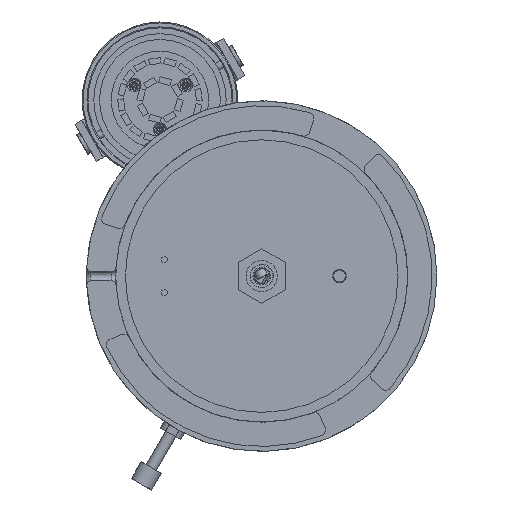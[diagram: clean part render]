
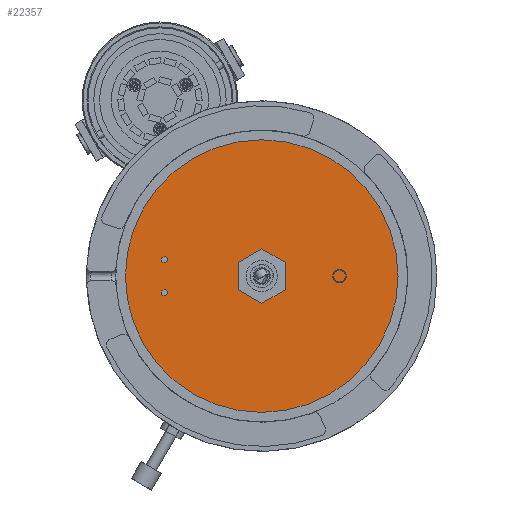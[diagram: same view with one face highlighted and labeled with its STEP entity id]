
A CAD part, front view. The second image highlights one B-rep face of the part: STEP entity #22357.
In plain terms, the highlighted face is planar.
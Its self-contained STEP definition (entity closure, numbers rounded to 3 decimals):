
#942=FACE_BOUND('',#4307,.T.);
#943=FACE_BOUND('',#4308,.T.);
#944=FACE_BOUND('',#4309,.T.);
#1606=PLANE('',#25054);
#2922=FACE_OUTER_BOUND('',#4306,.T.);
#4306=EDGE_LOOP('',(#20097));
#4307=EDGE_LOOP('',(#20098));
#4308=EDGE_LOOP('',(#20099));
#4309=EDGE_LOOP('',(#20100));
#9374=CIRCLE('',#25041,1.5);
#9376=CIRCLE('',#25045,1.5);
#9378=CIRCLE('',#25049,8.5);
#9379=CIRCLE('',#25051,70.);
#11242=VERTEX_POINT('',#38588);
#11244=VERTEX_POINT('',#38595);
#11246=VERTEX_POINT('',#38602);
#11247=VERTEX_POINT('',#38606);
#14236=EDGE_CURVE('',#11242,#11242,#9374,.T.);
#14239=EDGE_CURVE('',#11244,#11244,#9376,.T.);
#14242=EDGE_CURVE('',#11246,#11246,#9378,.T.);
#14243=EDGE_CURVE('',#11247,#11247,#9379,.T.);
#20097=ORIENTED_EDGE('',*,*,#14243,.T.);
#20098=ORIENTED_EDGE('',*,*,#14236,.T.);
#20099=ORIENTED_EDGE('',*,*,#14239,.T.);
#20100=ORIENTED_EDGE('',*,*,#14242,.T.);
#22357=ADVANCED_FACE('',(#2922,#942,#943,#944),#1606,.T.);
#25041=AXIS2_PLACEMENT_3D('',#38590,#31155,#31156);
#25045=AXIS2_PLACEMENT_3D('',#38597,#31164,#31165);
#25049=AXIS2_PLACEMENT_3D('',#38604,#31173,#31174);
#25051=AXIS2_PLACEMENT_3D('',#38607,#31177,#31178);
#25054=AXIS2_PLACEMENT_3D('',#38612,#31184,#31185);
#31155=DIRECTION('center_axis',(0.,-1.,0.));
#31156=DIRECTION('ref_axis',(-1.,0.,0.));
#31164=DIRECTION('center_axis',(0.,-1.,0.));
#31165=DIRECTION('ref_axis',(-1.,0.,0.));
#31173=DIRECTION('center_axis',(0.,-1.,0.));
#31174=DIRECTION('ref_axis',(-1.,0.,0.));
#31177=DIRECTION('center_axis',(0.,1.,0.));
#31178=DIRECTION('ref_axis',(1.,0.,0.));
#31184=DIRECTION('center_axis',(0.,1.,0.));
#31185=DIRECTION('ref_axis',(0.,0.,1.));
#38588=CARTESIAN_POINT('',(-48.5,1.5,8.5));
#38590=CARTESIAN_POINT('Origin',(-50.,1.5,8.5));
#38595=CARTESIAN_POINT('',(-48.5,1.5,-8.5));
#38597=CARTESIAN_POINT('Origin',(-50.,1.5,-8.5));
#38602=CARTESIAN_POINT('',(8.5,1.5,0.));
#38604=CARTESIAN_POINT('Origin',(0.,1.5,0.));
#38606=CARTESIAN_POINT('',(-70.,1.5,0.));
#38607=CARTESIAN_POINT('Origin',(0.,1.5,0.));
#38612=CARTESIAN_POINT('Origin',(0.,1.5,0.));
